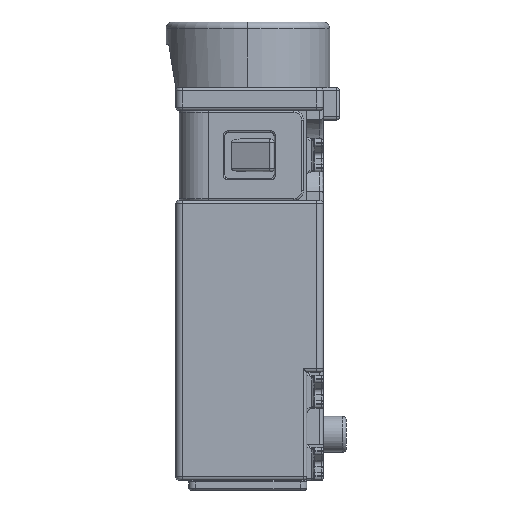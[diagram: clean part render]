
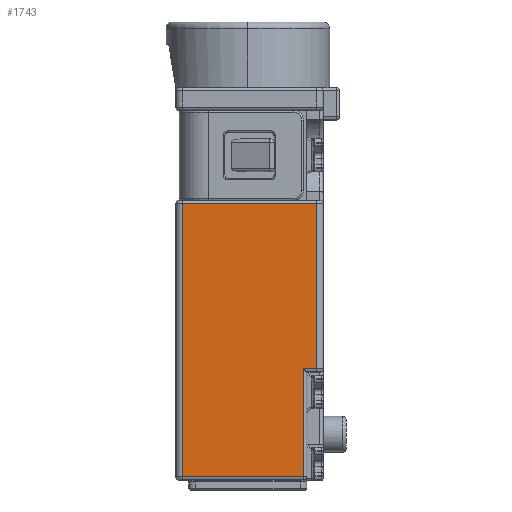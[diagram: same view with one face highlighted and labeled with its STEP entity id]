
A CAD part, left-side view. The second image highlights one B-rep face of the part: STEP entity #1743.
In plain terms, the highlighted planar face has unit normal (-1, 0, 0).
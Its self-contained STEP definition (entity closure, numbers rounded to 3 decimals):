
#751 = PLANE ( 'NONE',  #21341 ) ;
#752 = CARTESIAN_POINT ( 'NONE',  ( -3.2, 0., -12. ) ) ;
#753 = DIRECTION ( 'NONE',  ( -1., 0., 0. ) ) ;
#754 = DIRECTION ( 'NONE',  ( 0., 0., 1. ) ) ;
#1743 = ADVANCED_FACE ( 'NONE', ( #21344 ), #751, .T. ) ;
#2509 = VERTEX_POINT ( 'NONE', #7452 ) ;
#2558 = VERTEX_POINT ( 'NONE', #7480 ) ;
#7452 = CARTESIAN_POINT ( 'NONE',  ( -3.2, 0.2, -8.6 ) ) ;
#7480 = CARTESIAN_POINT ( 'NONE',  ( -3.2, 4.3, -3.55 ) ) ;
#15605 = VERTEX_POINT ( 'NONE', #27977 ) ;
#15623 = VERTEX_POINT ( 'NONE', #27989 ) ;
#17058 = VECTOR ( 'NONE', #18067, 1000. ) ;
#17059 = VECTOR ( 'NONE', #18070, 1000. ) ;
#17060 = VECTOR ( 'NONE', #18073, 1000. ) ;
#17061 = VECTOR ( 'NONE', #18076, 1000. ) ;
#17062 = VECTOR ( 'NONE', #18079, 1000. ) ;
#17063 = VECTOR ( 'NONE', #18082, 1000. ) ;
#18065 = LINE ( 'NONE', #18066, #17058 ) ;
#18066 = CARTESIAN_POINT ( 'NONE',  ( -3.2, 0.2, -8.6 ) ) ;
#18067 = DIRECTION ( 'NONE',  ( 0., -1., 0. ) ) ;
#18068 = LINE ( 'NONE', #18069, #17059 ) ;
#18069 = CARTESIAN_POINT ( 'NONE',  ( -3.2, 0.6, -8.7 ) ) ;
#18070 = DIRECTION ( 'NONE',  ( 0., 0., 1. ) ) ;
#18071 = LINE ( 'NONE', #18072, #17060 ) ;
#18072 = CARTESIAN_POINT ( 'NONE',  ( -3.2, 0., -11.9 ) ) ;
#18073 = DIRECTION ( 'NONE',  ( 0., -1., 0. ) ) ;
#18074 = LINE ( 'NONE', #18075, #17061 ) ;
#18075 = CARTESIAN_POINT ( 'NONE',  ( -3.2, 4.3, -12. ) ) ;
#18076 = DIRECTION ( 'NONE',  ( 0., 0., -1. ) ) ;
#18077 = LINE ( 'NONE', #18078, #17062 ) ;
#18078 = CARTESIAN_POINT ( 'NONE',  ( -3.2, 0.2, -12. ) ) ;
#18079 = DIRECTION ( 'NONE',  ( 0., 0., 1. ) ) ;
#18080 = LINE ( 'NONE', #18081, #17063 ) ;
#18081 = CARTESIAN_POINT ( 'NONE',  ( -3.2, 4.3, -3.55 ) ) ;
#18082 = DIRECTION ( 'NONE',  ( 0., 1., 0. ) ) ;
#21341 = AXIS2_PLACEMENT_3D ( 'NONE', #752, #753, #754 ) ;
#21344 = FACE_OUTER_BOUND ( 'NONE', #22390, .T. ) ;
#22390 = EDGE_LOOP ( 'NONE', ( #23765, #23767, #23766, #23768, #23769, #23770 ) ) ;
#23765 = ORIENTED_EDGE ( 'NONE', *, *, #31866, .T. ) ;
#23766 = ORIENTED_EDGE ( 'NONE', *, *, #31865, .T. ) ;
#23767 = ORIENTED_EDGE ( 'NONE', *, *, #31867, .T. ) ;
#23768 = ORIENTED_EDGE ( 'NONE', *, *, #31864, .T. ) ;
#23769 = ORIENTED_EDGE ( 'NONE', *, *, #31863, .T. ) ;
#23770 = ORIENTED_EDGE ( 'NONE', *, *, #31862, .T. ) ;
#24891 = CARTESIAN_POINT ( 'NONE',  ( -3.2, 0.6, -11.9 ) ) ;
#24999 = CARTESIAN_POINT ( 'NONE',  ( -3.2, 0.6, -8.6 ) ) ;
#27977 = CARTESIAN_POINT ( 'NONE',  ( -3.2, 0.2, -3.55 ) ) ;
#27989 = CARTESIAN_POINT ( 'NONE',  ( -3.2, 4.3, -11.9 ) ) ;
#28684 = VERTEX_POINT ( 'NONE', #24891 ) ;
#28792 = VERTEX_POINT ( 'NONE', #24999 ) ;
#31862 = EDGE_CURVE ( 'NONE', #28792, #2509, #18065, .T. ) ;
#31863 = EDGE_CURVE ( 'NONE', #28684, #28792, #18068, .T. ) ;
#31864 = EDGE_CURVE ( 'NONE', #15623, #28684, #18071, .T. ) ;
#31865 = EDGE_CURVE ( 'NONE', #2558, #15623, #18074, .T. ) ;
#31866 = EDGE_CURVE ( 'NONE', #2509, #15605, #18077, .T. ) ;
#31867 = EDGE_CURVE ( 'NONE', #15605, #2558, #18080, .T. ) ;
